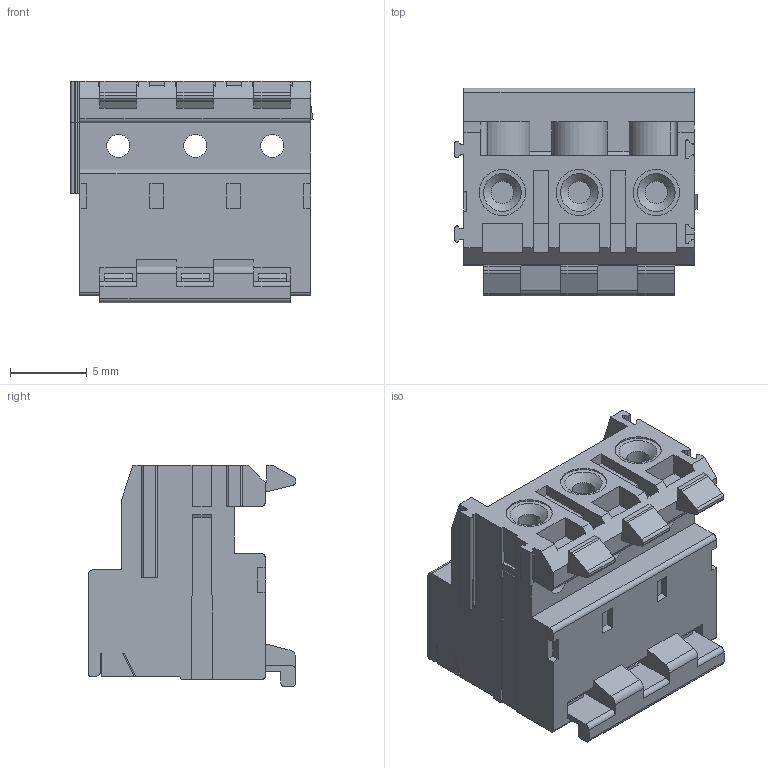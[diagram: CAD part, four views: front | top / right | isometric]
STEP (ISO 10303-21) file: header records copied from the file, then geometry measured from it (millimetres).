
FILE_DESCRIPTION(('STEP AP214'),'1');
FILE_NAME('SHCS03-5-E.stp','2018-11-12T16:56:02',(' '),(' '),'Spatial InterOp 3D',' ',' ');
FILE_SCHEMA(('AUTOMOTIVE_DESIGN { 1 0 10303 214 1 1 1 1 }'));
Length unit declared in the file: metre
Products named in the file (1): 1
Bounding box: 15.73 x 13.5 x 14.38 mm (x, y, z)
Volume: 1673.4 mm3; surface area: 2173.1 mm2
Topology: 1 solids, 1 shells, 423 faces, 1196 edges, 788 vertices
Faces by surface type: plane 329, cylinder 85, cone 9
Full cylindrical faces by diameter (mm): 1.45 x3, 1.5 x3, 2.6 x3, 2.7 x3, 3 x3, 3.6 x4, 3.8 x3
Entity records: 16979 total; most frequent: CARTESIAN_POINT 2493, ORIENTED_EDGE 2280, DIRECTION 2157, EDGE_CURVE 1140, LINE 953, VECTOR 953, VERTEX_POINT 765, AXIS2_PLACEMENT_3D 602
